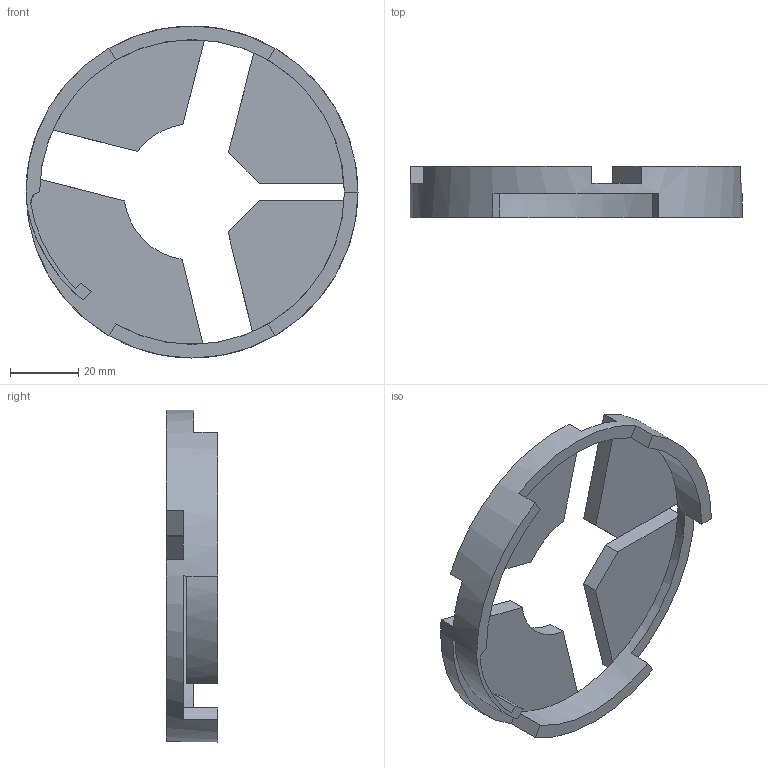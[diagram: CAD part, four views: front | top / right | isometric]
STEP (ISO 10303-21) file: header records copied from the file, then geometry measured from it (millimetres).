
FILE_DESCRIPTION(/* description */ (''),/* implementation_level */ '2;1');
FILE_NAME(/* name */ 'torsionspringholder.step',/* time_stamp */ '2025-12-01T21:25:50-08:00',/* author */ (''),/* organization */ (''),/* preprocessor_version */ 'ST-DEVELOPER v20.1',/* originating_system */ 'Autodesk Translation Framework v14.21.0.0',/* authorisation */ '');
FILE_SCHEMA (('AUTOMOTIVE_DESIGN { 1 0 10303 214 3 1 1 }'));
Length unit declared in the file: millimetre
Products named in the file (1): FusionComponent
Bounding box: 97.5 x 15 x 97.5 mm (x, y, z)
Volume: 31717.7 mm3; surface area: 17432.1 mm2
Topology: 1 solids, 1 shells, 48 faces, 133 edges, 85 vertices
Faces by surface type: plane 39, cylinder 6, bspline 3
Full cylindrical faces by diameter (mm): 97.5 x1
Entity records: 1645 total; most frequent: CARTESIAN_POINT 375, ORIENTED_EDGE 266, DIRECTION 255, EDGE_CURVE 133, LINE 89, VECTOR 89, VERTEX_POINT 85, AXIS2_PLACEMENT_3D 83
